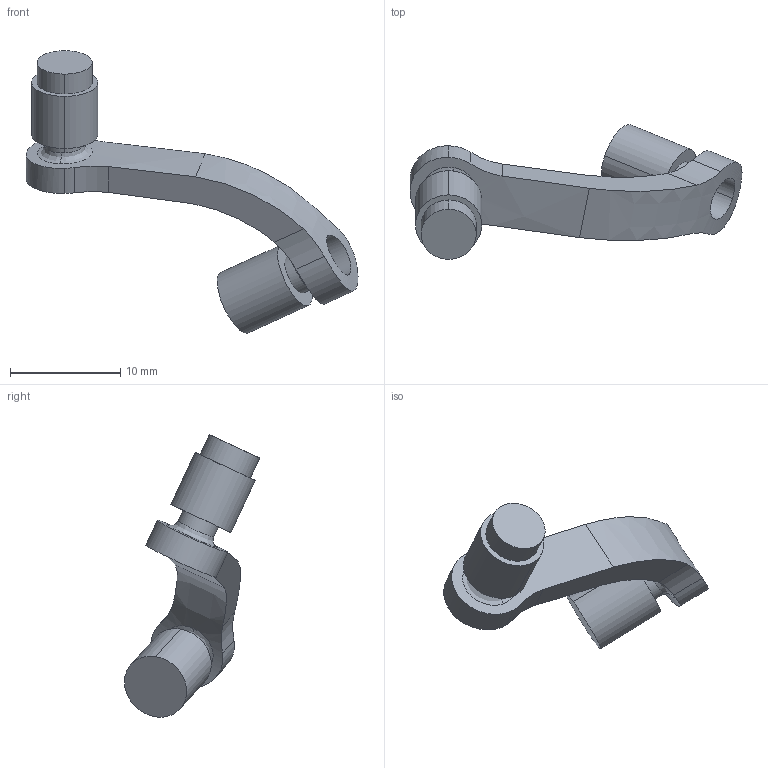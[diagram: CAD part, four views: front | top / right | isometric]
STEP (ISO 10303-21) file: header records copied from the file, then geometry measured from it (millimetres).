
FILE_DESCRIPTION (( 'STEP AP203' ), '1' );
FILE_NAME ('SPM_ARM2_TOP_V2_Distal2_sldprt.STEP', '2023-11-14T08:15:28', ( '' ), ( '' ), 'SwSTEP 2.0', 'SolidWorks 2021', '' );
FILE_SCHEMA (( 'CONFIG_CONTROL_DESIGN' ));
Length unit declared in the file: millimetre
Products named in the file (1): SPM_ARM2_TOP_V2_Distal2_sldprt
Bounding box: 30.06 x 12.22 x 25.58 mm (x, y, z)
Volume: 855.5 mm3; surface area: 966.6 mm2
Topology: 1 solids, 1 shells, 40 faces, 93 edges, 62 vertices
Faces by surface type: cylinder 23, plane 9, bspline 8
Entity records: 2291 total; most frequent: CARTESIAN_POINT 1385, ORIENTED_EDGE 186, DIRECTION 139, EDGE_CURVE 93, VERTEX_POINT 62, AXIS2_PLACEMENT_3D 57, EDGE_LOOP 47, B_SPLINE_CURVE_WITH_KNOTS 44
